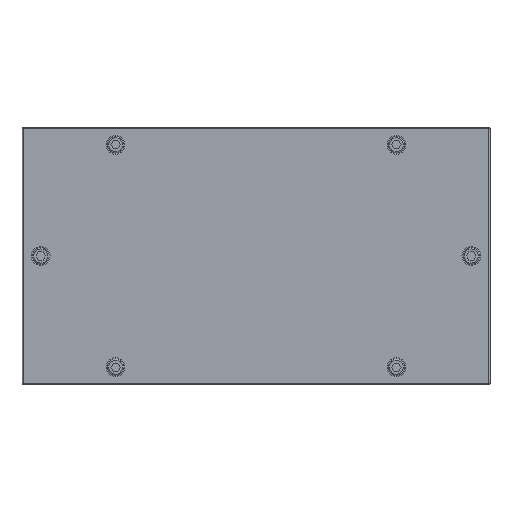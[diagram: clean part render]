
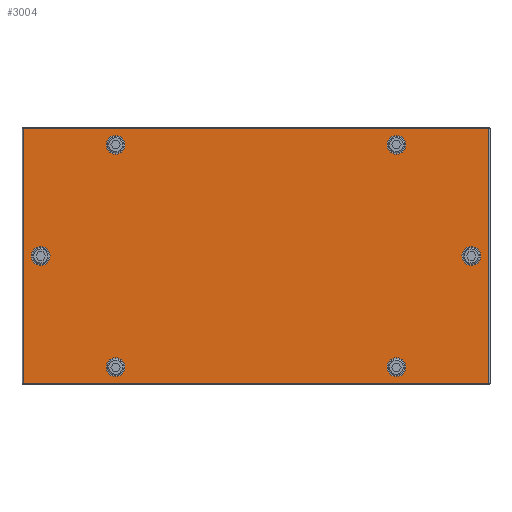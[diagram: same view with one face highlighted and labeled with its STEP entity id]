
A CAD part, front view. The second image highlights one B-rep face of the part: STEP entity #3004.
In plain terms, the highlighted planar face has unit normal (0, -1, 0).
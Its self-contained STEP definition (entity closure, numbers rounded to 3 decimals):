
#138=FACE_BOUND('',#769,.T.);
#139=FACE_BOUND('',#770,.T.);
#140=FACE_BOUND('',#771,.T.);
#141=FACE_BOUND('',#772,.T.);
#142=FACE_BOUND('',#773,.T.);
#143=FACE_BOUND('',#774,.T.);
#217=CIRCLE('',#3303,4.);
#218=CIRCLE('',#3304,4.);
#224=CIRCLE('',#3313,4.);
#225=CIRCLE('',#3314,4.);
#231=CIRCLE('',#3323,4.);
#232=CIRCLE('',#3324,4.);
#238=CIRCLE('',#3333,4.);
#239=CIRCLE('',#3334,4.);
#245=CIRCLE('',#3343,4.);
#246=CIRCLE('',#3344,4.);
#252=CIRCLE('',#3353,4.);
#253=CIRCLE('',#3354,4.);
#428=PLANE('',#3402);
#561=FACE_OUTER_BOUND('',#768,.T.);
#768=EDGE_LOOP('',(#2409,#2410,#2411,#2412));
#769=EDGE_LOOP('',(#2413,#2414));
#770=EDGE_LOOP('',(#2415,#2416));
#771=EDGE_LOOP('',(#2417,#2418));
#772=EDGE_LOOP('',(#2419,#2420));
#773=EDGE_LOOP('',(#2421,#2422));
#774=EDGE_LOOP('',(#2423,#2424));
#994=LINE('',#5097,#1194);
#996=LINE('',#5121,#1196);
#998=LINE('',#5124,#1198);
#1016=LINE('',#5172,#1216);
#1194=VECTOR('',#4084,10.);
#1196=VECTOR('',#4112,10.);
#1198=VECTOR('',#4116,10.);
#1216=VECTOR('',#4176,10.);
#1390=VERTEX_POINT('',#4976);
#1391=VERTEX_POINT('',#4977);
#1397=VERTEX_POINT('',#4995);
#1398=VERTEX_POINT('',#4996);
#1404=VERTEX_POINT('',#5014);
#1405=VERTEX_POINT('',#5015);
#1411=VERTEX_POINT('',#5033);
#1412=VERTEX_POINT('',#5034);
#1418=VERTEX_POINT('',#5052);
#1419=VERTEX_POINT('',#5053);
#1425=VERTEX_POINT('',#5071);
#1426=VERTEX_POINT('',#5072);
#1430=VERTEX_POINT('',#5084);
#1434=VERTEX_POINT('',#5093);
#1437=VERTEX_POINT('',#5103);
#1443=VERTEX_POINT('',#5117);
#1702=EDGE_CURVE('',#1390,#1391,#217,.T.);
#1703=EDGE_CURVE('',#1391,#1390,#218,.T.);
#1711=EDGE_CURVE('',#1397,#1398,#224,.T.);
#1712=EDGE_CURVE('',#1398,#1397,#225,.T.);
#1720=EDGE_CURVE('',#1404,#1405,#231,.T.);
#1721=EDGE_CURVE('',#1405,#1404,#232,.T.);
#1729=EDGE_CURVE('',#1411,#1412,#238,.T.);
#1730=EDGE_CURVE('',#1412,#1411,#239,.T.);
#1738=EDGE_CURVE('',#1418,#1419,#245,.T.);
#1739=EDGE_CURVE('',#1419,#1418,#246,.T.);
#1747=EDGE_CURVE('',#1425,#1426,#252,.T.);
#1748=EDGE_CURVE('',#1426,#1425,#253,.T.);
#1759=EDGE_CURVE('',#1430,#1434,#994,.T.);
#1770=EDGE_CURVE('',#1434,#1443,#996,.T.);
#1772=EDGE_CURVE('',#1443,#1437,#998,.T.);
#1799=EDGE_CURVE('',#1437,#1430,#1016,.T.);
#2409=ORIENTED_EDGE('',*,*,#1759,.F.);
#2410=ORIENTED_EDGE('',*,*,#1799,.F.);
#2411=ORIENTED_EDGE('',*,*,#1772,.F.);
#2412=ORIENTED_EDGE('',*,*,#1770,.F.);
#2413=ORIENTED_EDGE('',*,*,#1702,.T.);
#2414=ORIENTED_EDGE('',*,*,#1703,.T.);
#2415=ORIENTED_EDGE('',*,*,#1711,.T.);
#2416=ORIENTED_EDGE('',*,*,#1712,.T.);
#2417=ORIENTED_EDGE('',*,*,#1720,.T.);
#2418=ORIENTED_EDGE('',*,*,#1721,.T.);
#2419=ORIENTED_EDGE('',*,*,#1729,.T.);
#2420=ORIENTED_EDGE('',*,*,#1730,.T.);
#2421=ORIENTED_EDGE('',*,*,#1738,.T.);
#2422=ORIENTED_EDGE('',*,*,#1739,.T.);
#2423=ORIENTED_EDGE('',*,*,#1747,.T.);
#2424=ORIENTED_EDGE('',*,*,#1748,.T.);
#3004=ADVANCED_FACE('',(#561,#138,#139,#140,#141,#142,#143),#428,.F.);
#3303=AXIS2_PLACEMENT_3D('',#4978,#3944,#3945);
#3304=AXIS2_PLACEMENT_3D('',#4979,#3946,#3947);
#3313=AXIS2_PLACEMENT_3D('',#4997,#3966,#3967);
#3314=AXIS2_PLACEMENT_3D('',#4998,#3968,#3969);
#3323=AXIS2_PLACEMENT_3D('',#5016,#3988,#3989);
#3324=AXIS2_PLACEMENT_3D('',#5017,#3990,#3991);
#3333=AXIS2_PLACEMENT_3D('',#5035,#4010,#4011);
#3334=AXIS2_PLACEMENT_3D('',#5036,#4012,#4013);
#3343=AXIS2_PLACEMENT_3D('',#5054,#4032,#4033);
#3344=AXIS2_PLACEMENT_3D('',#5055,#4034,#4035);
#3353=AXIS2_PLACEMENT_3D('',#5073,#4054,#4055);
#3354=AXIS2_PLACEMENT_3D('',#5074,#4056,#4057);
#3402=AXIS2_PLACEMENT_3D('',#5174,#4178,#4179);
#3944=DIRECTION('center_axis',(0.,1.,0.));
#3945=DIRECTION('ref_axis',(0.,0.,-1.));
#3946=DIRECTION('center_axis',(0.,1.,0.));
#3947=DIRECTION('ref_axis',(0.,0.,-1.));
#3966=DIRECTION('center_axis',(0.,1.,0.));
#3967=DIRECTION('ref_axis',(0.,0.,-1.));
#3968=DIRECTION('center_axis',(0.,1.,0.));
#3969=DIRECTION('ref_axis',(0.,0.,-1.));
#3988=DIRECTION('center_axis',(0.,1.,0.));
#3989=DIRECTION('ref_axis',(0.,0.,-1.));
#3990=DIRECTION('center_axis',(0.,1.,0.));
#3991=DIRECTION('ref_axis',(0.,0.,-1.));
#4010=DIRECTION('center_axis',(0.,1.,0.));
#4011=DIRECTION('ref_axis',(0.,0.,-1.));
#4012=DIRECTION('center_axis',(0.,1.,0.));
#4013=DIRECTION('ref_axis',(0.,0.,-1.));
#4032=DIRECTION('center_axis',(0.,1.,0.));
#4033=DIRECTION('ref_axis',(0.,0.,-1.));
#4034=DIRECTION('center_axis',(0.,1.,0.));
#4035=DIRECTION('ref_axis',(0.,0.,-1.));
#4054=DIRECTION('center_axis',(0.,1.,0.));
#4055=DIRECTION('ref_axis',(0.,0.,-1.));
#4056=DIRECTION('center_axis',(0.,1.,0.));
#4057=DIRECTION('ref_axis',(0.,0.,-1.));
#4084=DIRECTION('',(-1.,0.,0.));
#4112=DIRECTION('',(0.,0.,1.));
#4116=DIRECTION('',(1.,0.,0.));
#4176=DIRECTION('',(0.,0.,-1.));
#4178=DIRECTION('center_axis',(0.,1.,0.));
#4179=DIRECTION('ref_axis',(0.,0.,-1.));
#4976=CARTESIAN_POINT('',(192.,10.,-59.));
#4977=CARTESIAN_POINT('',(192.,10.,-51.));
#4978=CARTESIAN_POINT('Origin',(192.,10.,-55.));
#4979=CARTESIAN_POINT('Origin',(192.,10.,-55.));
#4995=CARTESIAN_POINT('',(40.,10.,-106.5));
#4996=CARTESIAN_POINT('',(40.,10.,-98.5));
#4997=CARTESIAN_POINT('Origin',(40.,10.,-102.5));
#4998=CARTESIAN_POINT('Origin',(40.,10.,-102.5));
#5014=CARTESIAN_POINT('',(40.,10.,-11.5));
#5015=CARTESIAN_POINT('',(40.,10.,-3.5));
#5016=CARTESIAN_POINT('Origin',(40.,10.,-7.5));
#5017=CARTESIAN_POINT('Origin',(40.,10.,-7.5));
#5033=CARTESIAN_POINT('',(8.,10.,-59.));
#5034=CARTESIAN_POINT('',(8.,10.,-51.));
#5035=CARTESIAN_POINT('Origin',(8.,10.,-55.));
#5036=CARTESIAN_POINT('Origin',(8.,10.,-55.));
#5052=CARTESIAN_POINT('',(160.,10.,-11.5));
#5053=CARTESIAN_POINT('',(160.,10.,-3.5));
#5054=CARTESIAN_POINT('Origin',(160.,10.,-7.5));
#5055=CARTESIAN_POINT('Origin',(160.,10.,-7.5));
#5071=CARTESIAN_POINT('',(160.,10.,-106.5));
#5072=CARTESIAN_POINT('',(160.,10.,-98.5));
#5073=CARTESIAN_POINT('Origin',(160.,10.,-102.5));
#5074=CARTESIAN_POINT('Origin',(160.,10.,-102.5));
#5084=CARTESIAN_POINT('',(199.5,10.,-109.5));
#5093=CARTESIAN_POINT('',(0.5,10.,-109.5));
#5097=CARTESIAN_POINT('',(100.,10.,-109.5));
#5103=CARTESIAN_POINT('',(199.5,10.,-0.5));
#5117=CARTESIAN_POINT('',(0.5,10.,-0.5));
#5121=CARTESIAN_POINT('',(0.5,10.,-55.));
#5124=CARTESIAN_POINT('',(100.,10.,-0.5));
#5172=CARTESIAN_POINT('',(199.5,10.,-55.));
#5174=CARTESIAN_POINT('Origin',(100.,10.,-55.));
